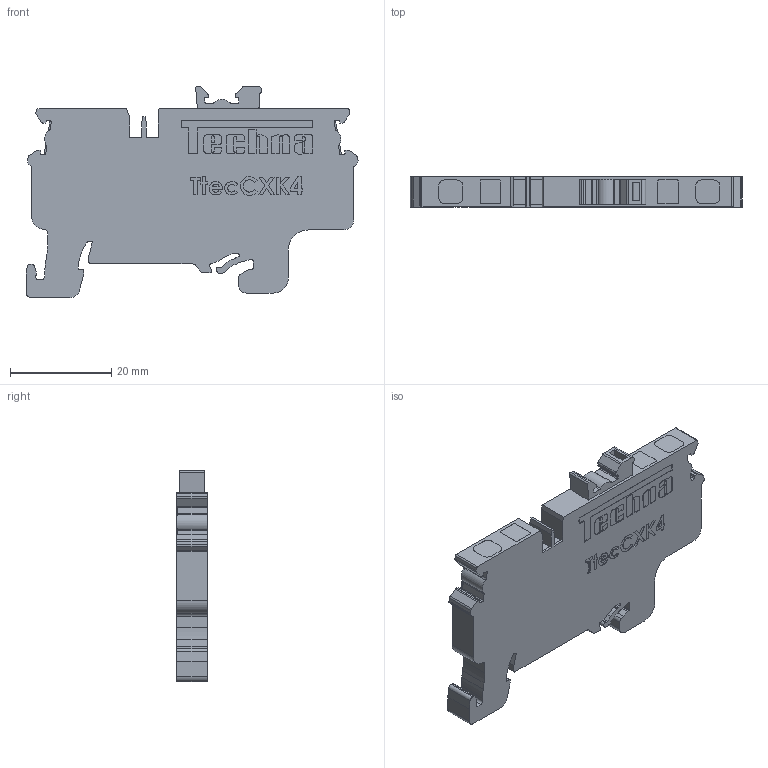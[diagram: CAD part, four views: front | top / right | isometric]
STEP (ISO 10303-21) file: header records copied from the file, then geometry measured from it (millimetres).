
FILE_DESCRIPTION (( 'STEP AP214' ), '1' );
FILE_NAME ('TtecCXK4.STEP', '2020-07-22T10:01:16', ( '' ), ( '' ), 'SwSTEP 2.0', 'SolidWorks 2020', '' );
FILE_SCHEMA (( 'AUTOMOTIVE_DESIGN' ));
Length unit declared in the file: millimetre
Products named in the file (1): TtecCXK4
Bounding box: 65.7 x 6 x 41.8 mm (x, y, z)
Volume: 11466.4 mm3; surface area: 5796.5 mm2
Topology: 1 solids, 1 shells, 722 faces, 2037 edges, 1358 vertices
Faces by surface type: plane 437, cylinder 235, bspline 50
Entity records: 31727 total; most frequent: CARTESIAN_POINT 7320, ORIENTED_EDGE 4074, DIRECTION 3757, EDGE_CURVE 2037, VECTOR 1463, LINE 1463, VERTEX_POINT 1358, AXIS2_PLACEMENT_3D 1147
